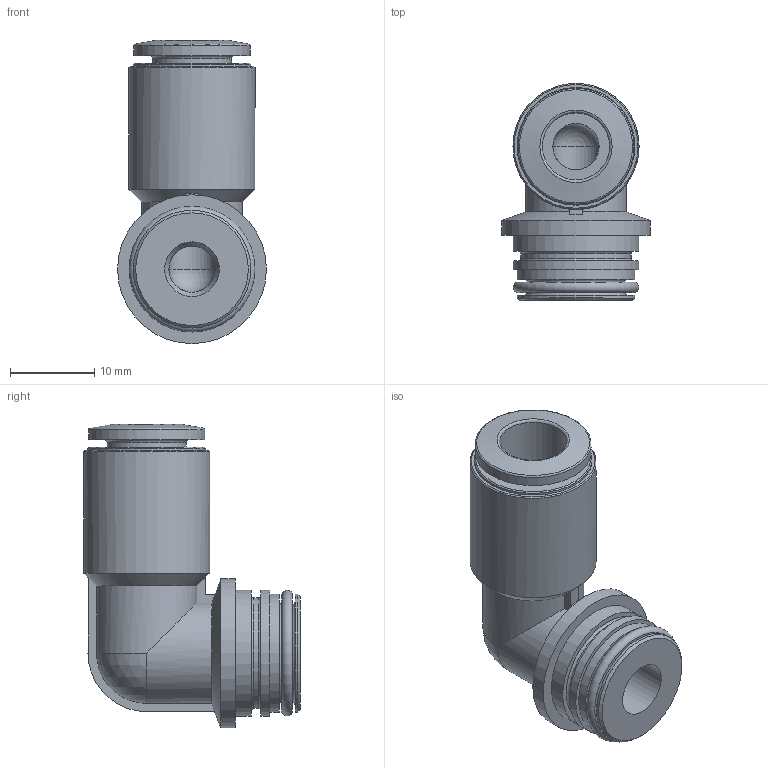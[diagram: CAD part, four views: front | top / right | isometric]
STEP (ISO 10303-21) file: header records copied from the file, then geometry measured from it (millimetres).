
FILE_DESCRIPTION(/* description */ ('STEP AP214'),/* implementation_level */ '2;1');
FILE_NAME(/* name */ '132946_QSPLKG18-8',/* time_stamp */ '2024-09-14T14:39:49+02:00',/* author */ ('License CC BY-ND 4.0'),/* organization */ ('CADENAS'),/* preprocessor_version */ 'ST-DEVELOPER v19.3',/* originating_system */ 'PARTsolutions',/* authorisation */ ' ');
FILE_SCHEMA (('AUTOMOTIVE_DESIGN {1 0 10303 214 3 1 1}'));
Length unit declared in the file: millimetre
Products named in the file (1): 132946 QSPLKG18-8
Bounding box: 17.7 x 25.8 x 36.05 mm (x, y, z)
Volume: 5148.9 mm3; surface area: 3838.7 mm2
Topology: 1 solids, 1 shells, 62 faces, 129 edges, 79 vertices
Faces by surface type: cylinder 24, plane 17, torus 10, cone 7, sphere 4
Full cylindrical faces by diameter (mm): 5.5 x2, 6.5 x1, 8 x1, 9.4 x1, 11.6 x2, 13.15 x1, 13.8 x1, 14 x3, 14.95 x2, 15 x1, 17.7 x1
Entity records: 1927 total; most frequent: DIRECTION 278, CARTESIAN_POINT 255, ORIENTED_EDGE 184, AXIS2_PLACEMENT_3D 131, EDGE_LOOP 108, FACE_BOUND 108, EDGE_CURVE 92, VERTEX_POINT 76
